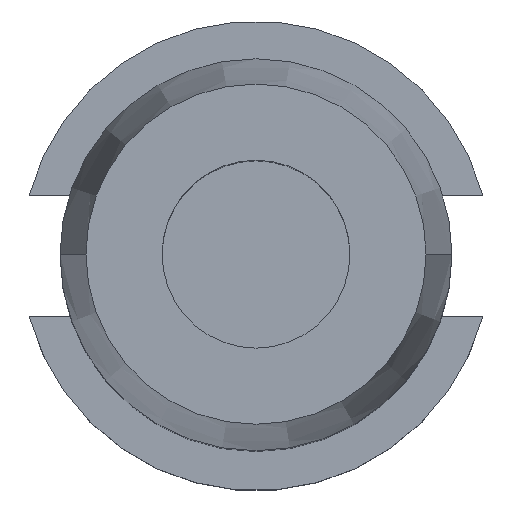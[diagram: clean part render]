
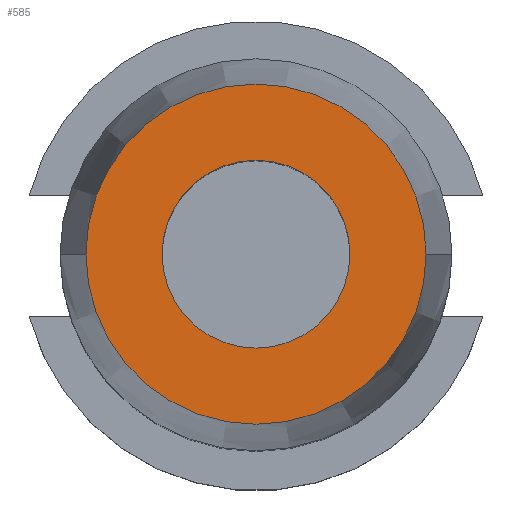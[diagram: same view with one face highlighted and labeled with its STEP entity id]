
A CAD part, top view. The second image highlights one B-rep face of the part: STEP entity #585.
In plain terms, the highlighted planar face has unit normal (0, 0, 1).
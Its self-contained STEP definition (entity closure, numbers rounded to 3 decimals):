
#57 = CARTESIAN_POINT ( 'NONE',  ( 12.7, 0., 152.4 ) ) ;
#109 = DIRECTION ( 'NONE',  ( 0., 0., -1. ) ) ;
#180 = ORIENTED_EDGE ( 'NONE', *, *, #236, .T. ) ;
#210 = DIRECTION ( 'NONE',  ( 0., 0., -1. ) ) ;
#236 = EDGE_CURVE ( 'NONE', #1073, #717, #802, .T. ) ;
#255 = CARTESIAN_POINT ( 'NONE',  ( 23., 0., 152.4 ) ) ;
#276 = DIRECTION ( 'NONE',  ( 0., 0., 1. ) ) ;
#295 = DIRECTION ( 'NONE',  ( 0., 0., 1. ) ) ;
#392 = FACE_OUTER_BOUND ( 'NONE', #773, .T. ) ;
#503 = CARTESIAN_POINT ( 'NONE',  ( 0., 23., 152.4 ) ) ;
#561 = DIRECTION ( 'NONE',  ( 0., 0., -1. ) ) ;
#585 = ADVANCED_FACE ( 'NONE', ( #827, #392 ), #1140, .F. ) ;
#618 = CIRCLE ( 'NONE', #1051, 23. ) ;
#646 = AXIS2_PLACEMENT_3D ( 'NONE', #1317, #561, #1448 ) ;
#660 = EDGE_LOOP ( 'NONE', ( #861, #180 ) ) ;
#717 = VERTEX_POINT ( 'NONE', #1528 ) ;
#723 = VERTEX_POINT ( 'NONE', #255 ) ;
#742 = AXIS2_PLACEMENT_3D ( 'NONE', #1099, #210, #961 ) ;
#773 = EDGE_LOOP ( 'NONE', ( #1365, #1385 ) ) ;
#802 = CIRCLE ( 'NONE', #742, 12.7 ) ;
#827 = FACE_BOUND ( 'NONE', #660, .T. ) ;
#861 = ORIENTED_EDGE ( 'NONE', *, *, #1009, .T. ) ;
#879 = DIRECTION ( 'NONE',  ( -1., 0., 0. ) ) ;
#939 = CIRCLE ( 'NONE', #1246, 23. ) ;
#961 = DIRECTION ( 'NONE',  ( -1., 0., 0. ) ) ;
#1009 = EDGE_CURVE ( 'NONE', #717, #1073, #1524, .T. ) ;
#1034 = CARTESIAN_POINT ( 'NONE',  ( 0., 0., 152.4 ) ) ;
#1051 = AXIS2_PLACEMENT_3D ( 'NONE', #1063, #295, #1190 ) ;
#1063 = CARTESIAN_POINT ( 'NONE',  ( 0., 0., 152.4 ) ) ;
#1073 = VERTEX_POINT ( 'NONE', #57 ) ;
#1099 = CARTESIAN_POINT ( 'NONE',  ( 0., 0., 152.4 ) ) ;
#1140 = PLANE ( 'NONE',  #1305 ) ;
#1168 = DIRECTION ( 'NONE',  ( 1., 0., 0. ) ) ;
#1190 = DIRECTION ( 'NONE',  ( 1., 0., 0. ) ) ;
#1198 = VERTEX_POINT ( 'NONE', #1431 ) ;
#1246 = AXIS2_PLACEMENT_3D ( 'NONE', #1034, #276, #1168 ) ;
#1305 = AXIS2_PLACEMENT_3D ( 'NONE', #503, #109, #879 ) ;
#1317 = CARTESIAN_POINT ( 'NONE',  ( 0., 0., 152.4 ) ) ;
#1365 = ORIENTED_EDGE ( 'NONE', *, *, #1616, .T. ) ;
#1385 = ORIENTED_EDGE ( 'NONE', *, *, #1422, .T. ) ;
#1422 = EDGE_CURVE ( 'NONE', #723, #1198, #939, .T. ) ;
#1431 = CARTESIAN_POINT ( 'NONE',  ( -23., 0., 152.4 ) ) ;
#1448 = DIRECTION ( 'NONE',  ( -1., 0., 0. ) ) ;
#1524 = CIRCLE ( 'NONE', #646, 12.7 ) ;
#1528 = CARTESIAN_POINT ( 'NONE',  ( -12.7, 0., 152.4 ) ) ;
#1616 = EDGE_CURVE ( 'NONE', #1198, #723, #618, .T. ) ;
